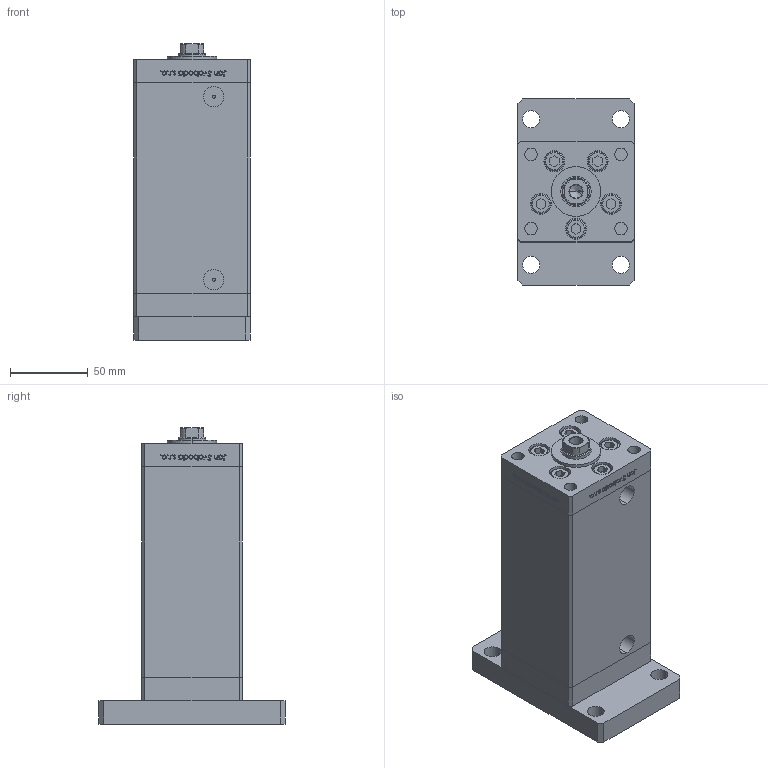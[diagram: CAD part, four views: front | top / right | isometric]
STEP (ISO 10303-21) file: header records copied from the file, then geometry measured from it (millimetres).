
FILE_DESCRIPTION (( 'STEP AP203' ), '1' );
FILE_NAME ('3d7c.STEP', '2022-04-15T03:27:47', ( '' ), ( '' ), 'SwSTEP 2.0', 'SolidWorks 2019', '' );
FILE_SCHEMA (( 'CONFIG_CONTROL_DESIGN' ));
Length unit declared in the file: millimetre
Products named in the file (7): V220C_VC_G 7434d3803a1ec9d54ecb84c329ed65b4; V220C BACK_G 7434d3803a1ec9d54ecb84c329ed65b4; 3d7c; V220C_F 7434d3803a1ec9d54ecb84c329ed65b4; V220C_G_MIDDLE 7434d3803a1ec9d54ecb84c329ed65b4; ALLEN BOLT 7434d3803a1ec9d54ecb84c329ed65b4; V220C_FRONT_G 7434d3803a1ec9d54ecb84c329ed65b4
Assembly tree (19 placements, depth 2):
  3d7c
    V220C BACK_G 7434d3803a1ec9d54ecb84c329ed65b4
    V220C_FRONT_G 7434d3803a1ec9d54ecb84c329ed65b4
    V220C_G_MIDDLE 7434d3803a1ec9d54ecb84c329ed65b4
    ALLEN BOLT 7434d3803a1ec9d54ecb84c329ed65b4  x14
    V220C_F 7434d3803a1ec9d54ecb84c329ed65b4
    V220C_VC_G 7434d3803a1ec9d54ecb84c329ed65b4
Bounding box: 75 x 120 x 191 mm (x, y, z)
Volume: 842873.2 mm3; surface area: 158994.4 mm2
Topology: 19 solids, 19 shells, 1311 faces, 3243 edges, 2119 vertices
Faces by surface type: plane 516, bspline 484, cylinder 189, cone 62, torus 60
Entity records: 53716 total; most frequent: CARTESIAN_POINT 30509, ORIENTED_EDGE 5286, DIRECTION 3083, EDGE_CURVE 2643, VERTEX_POINT 1755, VECTOR 1369, LINE 1369, EDGE_LOOP 1212
